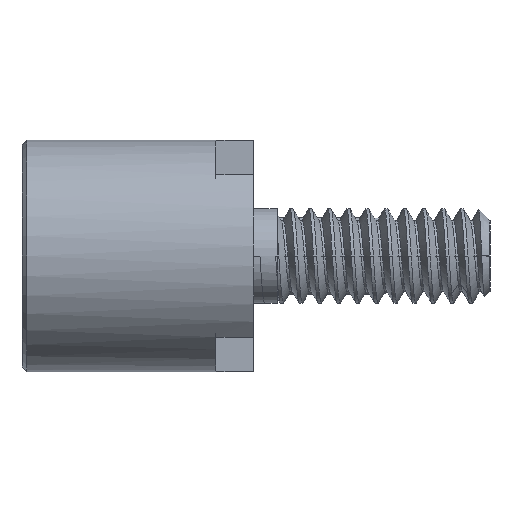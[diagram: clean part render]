
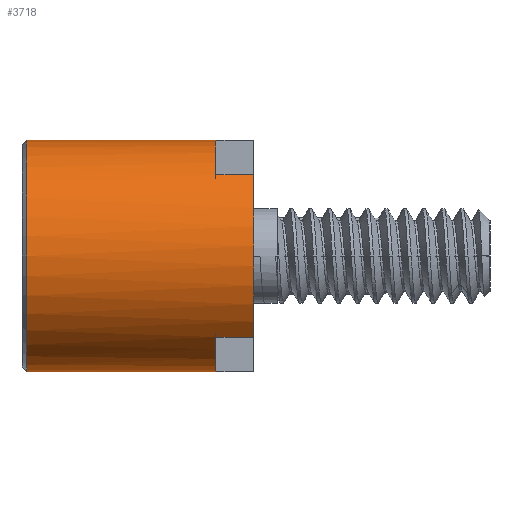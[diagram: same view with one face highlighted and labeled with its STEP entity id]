
A CAD part, left-side view. The second image highlights one B-rep face of the part: STEP entity #3718.
In plain terms, the highlighted cylindrical face has radius 2.45 mm (diameter 4.9 mm), a partial arc.
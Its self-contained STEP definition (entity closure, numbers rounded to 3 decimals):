
#998=DIRECTION('',(0.,1.,0.));
#999=VECTOR('',#998,4.);
#1000=CARTESIAN_POINT('',(-6.4,-1.1,-2.45));
#1001=LINE('',#1000,#999);
#1485=CARTESIAN_POINT('',(-6.4,-1.9,0.));
#1486=DIRECTION('',(0.,-1.,0.));
#1487=DIRECTION('',(-0.714,0.,0.7));
#1488=AXIS2_PLACEMENT_3D('',#1485,#1486,#1487);
#1536=CARTESIAN_POINT('',(-6.4,2.9,0.));
#1537=DIRECTION('',(0.,1.,0.));
#1538=DIRECTION('',(0.,0.,-1.));
#1539=AXIS2_PLACEMENT_3D('',#1536,#1537,#1538);
#1544=DIRECTION('',(0.,1.,0.));
#1545=VECTOR('',#1544,4.);
#1546=CARTESIAN_POINT('',(-6.4,-1.1,2.45));
#1547=LINE('',#1546,#1545);
#1551=CARTESIAN_POINT('',(-6.4,-1.1,0.));
#1552=DIRECTION('',(0.,-1.,0.));
#1553=DIRECTION('',(0.,0.,1.));
#1554=AXIS2_PLACEMENT_3D('',#1551,#1552,#1553);
#1559=DIRECTION('',(0.,-1.,0.));
#1560=VECTOR('',#1559,0.8);
#1561=CARTESIAN_POINT('',(-8.15,-1.1,1.715));
#1562=LINE('',#1561,#1560);
#1566=DIRECTION('',(0.,-1.,0.));
#1567=VECTOR('',#1566,0.8);
#1568=CARTESIAN_POINT('',(-8.15,-1.1,-1.715));
#1569=LINE('',#1568,#1567);
#1573=CARTESIAN_POINT('',(-6.4,-1.1,0.));
#1574=DIRECTION('',(0.,-1.,0.));
#1575=DIRECTION('',(-0.714,0.,-0.7));
#1576=AXIS2_PLACEMENT_3D('',#1573,#1574,#1575);
#2330=CARTESIAN_POINT('',(-8.15,-1.9,1.715));
#2331=CARTESIAN_POINT('',(-8.15,-1.9,-1.715));
#2332=VERTEX_POINT('',#2330);
#2333=VERTEX_POINT('',#2331);
#2338=CARTESIAN_POINT('',(-6.4,-1.1,2.45));
#2340=VERTEX_POINT('',#2338);
#2351=CARTESIAN_POINT('',(-6.4,-1.1,-2.45));
#2353=VERTEX_POINT('',#2351);
#2358=CARTESIAN_POINT('',(-8.15,-1.1,1.715));
#2359=VERTEX_POINT('',#2358);
#2360=CARTESIAN_POINT('',(-8.15,-1.1,-1.715));
#2361=VERTEX_POINT('',#2360);
#2478=CARTESIAN_POINT('',(-6.4,2.9,-2.45));
#2479=CARTESIAN_POINT('',(-6.4,2.9,2.45));
#2480=VERTEX_POINT('',#2478);
#2481=VERTEX_POINT('',#2479);
#3702=CARTESIAN_POINT('',(-6.4,-1.9,0.));
#3703=DIRECTION('',(0.,-1.,0.));
#3704=DIRECTION('',(1.,0.,0.));
#3705=AXIS2_PLACEMENT_3D('',#3702,#3703,#3704);
#3706=CYLINDRICAL_SURFACE('',#3705,2.45);
#3708=ORIENTED_EDGE('',*,*,#3707,.T.);
#3709=ORIENTED_EDGE('',*,*,#3574,.F.);
#3710=ORIENTED_EDGE('',*,*,#3514,.T.);
#3711=ORIENTED_EDGE('',*,*,#3694,.T.);
#3712=ORIENTED_EDGE('',*,*,#3645,.T.);
#3713=ORIENTED_EDGE('',*,*,#3697,.F.);
#3714=ORIENTED_EDGE('',*,*,#3510,.T.);
#3715=ORIENTED_EDGE('',*,*,#3335,.T.);
#3716=EDGE_LOOP('',(#3708,#3709,#3710,#3711,#3712,#3713,#3714,#3715));
#3717=FACE_OUTER_BOUND('',#3716,.F.);
#3718=ADVANCED_FACE('',(#3717),#3706,.T.);
#1489=CIRCLE('',#1488,2.45);
#1540=CIRCLE('',#1539,2.45);
#1555=CIRCLE('',#1554,2.45);
#1577=CIRCLE('',#1576,2.45);
#3335=EDGE_CURVE('',#2353,#2480,#1001,.T.);
#3510=EDGE_CURVE('',#2361,#2353,#1577,.T.);
#3514=EDGE_CURVE('',#2340,#2359,#1555,.T.);
#3574=EDGE_CURVE('',#2340,#2481,#1547,.T.);
#3645=EDGE_CURVE('',#2332,#2333,#1489,.T.);
#3694=EDGE_CURVE('',#2359,#2332,#1562,.T.);
#3697=EDGE_CURVE('',#2361,#2333,#1569,.T.);
#3707=EDGE_CURVE('',#2480,#2481,#1540,.T.);
